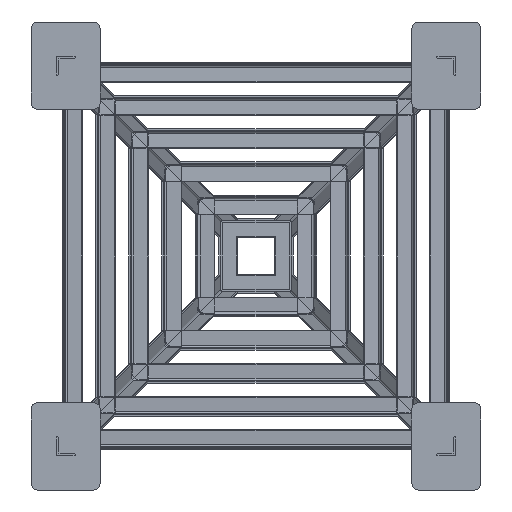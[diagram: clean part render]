
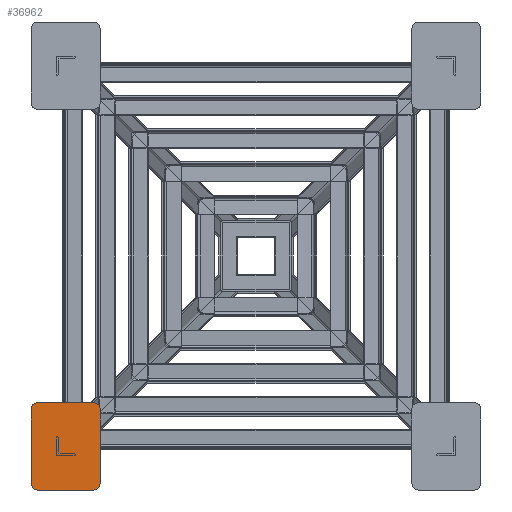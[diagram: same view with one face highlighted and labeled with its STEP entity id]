
A CAD part, front view. The second image highlights one B-rep face of the part: STEP entity #36962.
In plain terms, the highlighted planar face has unit normal (0, -1, 0).
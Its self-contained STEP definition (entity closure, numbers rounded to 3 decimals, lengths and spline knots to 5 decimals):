
#1636 = CYLINDRICAL_SURFACE('',#1637,0.05);
#1637 = AXIS2_PLACEMENT_3D('',#1638,#1639,#1640);
#1638 = CARTESIAN_POINT('',(-1.29987,-0.025,-1.22487));
#1639 = DIRECTION('',(0.,1.,0.));
#1640 = DIRECTION('',(0.,0.,-1.));
#1664 = PLANE('',#1665);
#1665 = AXIS2_PLACEMENT_3D('',#1666,#1667,#1668);
#1666 = CARTESIAN_POINT('',(-1.74987,-0.025,-1.17487));
#1667 = DIRECTION('',(0.,0.,1.));
#1668 = DIRECTION('',(-1.,0.,0.));
#1693 = CYLINDRICAL_SURFACE('',#1694,0.05);
#1694 = AXIS2_PLACEMENT_3D('',#1695,#1696,#1697);
#1695 = CARTESIAN_POINT('',(-1.74987,-0.025,-1.22487));
#1696 = DIRECTION('',(0.,1.,0.));
#1697 = DIRECTION('',(0.,0.,-1.));
#1721 = PLANE('',#1722);
#1722 = AXIS2_PLACEMENT_3D('',#1723,#1724,#1725);
#1723 = CARTESIAN_POINT('',(-1.79987,-0.025,-1.22487));
#1724 = DIRECTION('',(-1.,0.,0.));
#1725 = DIRECTION('',(0.,0.,-1.));
#1750 = CYLINDRICAL_SURFACE('',#1751,0.05);
#1751 = AXIS2_PLACEMENT_3D('',#1752,#1753,#1754);
#1752 = CARTESIAN_POINT('',(-1.74987,-0.025,-1.82487));
#1753 = DIRECTION('',(0.,1.,0.));
#1754 = DIRECTION('',(0.,0.,-1.));
#1778 = PLANE('',#1779);
#1779 = AXIS2_PLACEMENT_3D('',#1780,#1781,#1782);
#1780 = CARTESIAN_POINT('',(-1.74987,-0.025,-1.87487));
#1781 = DIRECTION('',(0.,0.,-1.));
#1782 = DIRECTION('',(1.,0.,0.));
#1807 = CYLINDRICAL_SURFACE('',#1808,0.05);
#1808 = AXIS2_PLACEMENT_3D('',#1809,#1810,#1811);
#1809 = CARTESIAN_POINT('',(-1.29987,-0.025,-1.82487));
#1810 = DIRECTION('',(0.,1.,0.));
#1811 = DIRECTION('',(0.,0.,-1.));
#1833 = PLANE('',#1834);
#1834 = AXIS2_PLACEMENT_3D('',#1835,#1836,#1837);
#1835 = CARTESIAN_POINT('',(-1.24987,-0.025,-1.22487));
#1836 = DIRECTION('',(1.,0.,0.));
#1837 = DIRECTION('',(0.,0.,1.));
#17026 = VERTEX_POINT('',#17027);
#17027 = CARTESIAN_POINT('',(-1.29987,-0.025,-1.17487));
#17048 = EDGE_CURVE('',#17049,#17026,#17051,.T.);
#17049 = VERTEX_POINT('',#17050);
#17050 = CARTESIAN_POINT('',(-1.24987,-0.025,-1.22487));
#17051 = SURFACE_CURVE('',#17052,(#17057,#17064),.PCURVE_S1.);
#17052 = CIRCLE('',#17053,0.05);
#17053 = AXIS2_PLACEMENT_3D('',#17054,#17055,#17056);
#17054 = CARTESIAN_POINT('',(-1.29987,-0.025,-1.22487));
#17055 = DIRECTION('',(0.,-1.,0.));
#17056 = DIRECTION('',(0.,0.,1.));
#17057 = PCURVE('',#1636,#17058);
#17058 = DEFINITIONAL_REPRESENTATION('',(#17059),#17063);
#17059 = LINE('',#17060,#17061);
#17060 = CARTESIAN_POINT('',(9.425,0.));
#17061 = VECTOR('',#17062,1.);
#17062 = DIRECTION('',(-1.,0.));
#17063 = ( GEOMETRIC_REPRESENTATION_CONTEXT(2) 
PARAMETRIC_REPRESENTATION_CONTEXT() REPRESENTATION_CONTEXT('2D SPACE',''
  ) );
#17064 = PCURVE('',#17065,#17070);
#17065 = PLANE('',#17066);
#17066 = AXIS2_PLACEMENT_3D('',#17067,#17068,#17069);
#17067 = CARTESIAN_POINT('',(-1.29987,-0.025,-1.22487));
#17068 = DIRECTION('',(0.,-1.,0.));
#17069 = DIRECTION('',(0.,0.,1.));
#17070 = DEFINITIONAL_REPRESENTATION('',(#17071),#17075);
#17071 = CIRCLE('',#17072,0.05);
#17072 = AXIS2_PLACEMENT_2D('',#17073,#17074);
#17073 = CARTESIAN_POINT('',(0.,0.));
#17074 = DIRECTION('',(1.,0.));
#17075 = ( GEOMETRIC_REPRESENTATION_CONTEXT(2) 
PARAMETRIC_REPRESENTATION_CONTEXT() REPRESENTATION_CONTEXT('2D SPACE',''
  ) );
#17103 = EDGE_CURVE('',#17104,#17049,#17106,.T.);
#17104 = VERTEX_POINT('',#17105);
#17105 = CARTESIAN_POINT('',(-1.24987,-0.025,-1.82487));
#17106 = SURFACE_CURVE('',#17107,(#17111,#17118),.PCURVE_S1.);
#17107 = LINE('',#17108,#17109);
#17108 = CARTESIAN_POINT('',(-1.24987,-0.025,-1.22487));
#17109 = VECTOR('',#17110,1.);
#17110 = DIRECTION('',(0.,0.,1.));
#17111 = PCURVE('',#1833,#17112);
#17112 = DEFINITIONAL_REPRESENTATION('',(#17113),#17117);
#17113 = LINE('',#17114,#17115);
#17114 = CARTESIAN_POINT('',(0.,0.));
#17115 = VECTOR('',#17116,1.);
#17116 = DIRECTION('',(1.,0.));
#17117 = ( GEOMETRIC_REPRESENTATION_CONTEXT(2) 
PARAMETRIC_REPRESENTATION_CONTEXT() REPRESENTATION_CONTEXT('2D SPACE',''
  ) );
#17118 = PCURVE('',#17065,#17119);
#17119 = DEFINITIONAL_REPRESENTATION('',(#17120),#17124);
#17120 = LINE('',#17121,#17122);
#17121 = CARTESIAN_POINT('',(0.,-0.05));
#17122 = VECTOR('',#17123,1.);
#17123 = DIRECTION('',(1.,0.));
#17124 = ( GEOMETRIC_REPRESENTATION_CONTEXT(2) 
PARAMETRIC_REPRESENTATION_CONTEXT() REPRESENTATION_CONTEXT('2D SPACE',''
  ) );
#17152 = VERTEX_POINT('',#17153);
#17153 = CARTESIAN_POINT('',(-1.74987,-0.025,-1.17487));
#17174 = EDGE_CURVE('',#17026,#17152,#17175,.T.);
#17175 = SURFACE_CURVE('',#17176,(#17180,#17187),.PCURVE_S1.);
#17176 = LINE('',#17177,#17178);
#17177 = CARTESIAN_POINT('',(-1.74987,-0.025,-1.17487));
#17178 = VECTOR('',#17179,1.);
#17179 = DIRECTION('',(-1.,0.,0.));
#17180 = PCURVE('',#1664,#17181);
#17181 = DEFINITIONAL_REPRESENTATION('',(#17182),#17186);
#17182 = LINE('',#17183,#17184);
#17183 = CARTESIAN_POINT('',(0.,0.));
#17184 = VECTOR('',#17185,1.);
#17185 = DIRECTION('',(1.,0.));
#17186 = ( GEOMETRIC_REPRESENTATION_CONTEXT(2) 
PARAMETRIC_REPRESENTATION_CONTEXT() REPRESENTATION_CONTEXT('2D SPACE',''
  ) );
#17187 = PCURVE('',#17065,#17188);
#17188 = DEFINITIONAL_REPRESENTATION('',(#17189),#17193);
#17189 = LINE('',#17190,#17191);
#17190 = CARTESIAN_POINT('',(0.05,0.45));
#17191 = VECTOR('',#17192,1.);
#17192 = DIRECTION('',(0.,1.));
#17193 = ( GEOMETRIC_REPRESENTATION_CONTEXT(2) 
PARAMETRIC_REPRESENTATION_CONTEXT() REPRESENTATION_CONTEXT('2D SPACE',''
  ) );
#17201 = EDGE_CURVE('',#17202,#17104,#17204,.T.);
#17202 = VERTEX_POINT('',#17203);
#17203 = CARTESIAN_POINT('',(-1.29987,-0.025,-1.87487));
#17204 = SURFACE_CURVE('',#17205,(#17210,#17217),.PCURVE_S1.);
#17205 = CIRCLE('',#17206,0.05);
#17206 = AXIS2_PLACEMENT_3D('',#17207,#17208,#17209);
#17207 = CARTESIAN_POINT('',(-1.29987,-0.025,-1.82487));
#17208 = DIRECTION('',(0.,-1.,0.));
#17209 = DIRECTION('',(0.,0.,-1.));
#17210 = PCURVE('',#1807,#17211);
#17211 = DEFINITIONAL_REPRESENTATION('',(#17212),#17216);
#17212 = LINE('',#17213,#17214);
#17213 = CARTESIAN_POINT('',(6.283,0.));
#17214 = VECTOR('',#17215,1.);
#17215 = DIRECTION('',(-1.,0.));
#17216 = ( GEOMETRIC_REPRESENTATION_CONTEXT(2) 
PARAMETRIC_REPRESENTATION_CONTEXT() REPRESENTATION_CONTEXT('2D SPACE',''
  ) );
#17217 = PCURVE('',#17065,#17218);
#17218 = DEFINITIONAL_REPRESENTATION('',(#17219),#17223);
#17219 = CIRCLE('',#17220,0.05);
#17220 = AXIS2_PLACEMENT_2D('',#17221,#17222);
#17221 = CARTESIAN_POINT('',(-0.6,0.));
#17222 = DIRECTION('',(-1.,0.));
#17223 = ( GEOMETRIC_REPRESENTATION_CONTEXT(2) 
PARAMETRIC_REPRESENTATION_CONTEXT() REPRESENTATION_CONTEXT('2D SPACE',''
  ) );
#17251 = VERTEX_POINT('',#17252);
#17252 = CARTESIAN_POINT('',(-1.79987,-0.025,-1.22487));
#17273 = EDGE_CURVE('',#17152,#17251,#17274,.T.);
#17274 = SURFACE_CURVE('',#17275,(#17280,#17287),.PCURVE_S1.);
#17275 = CIRCLE('',#17276,0.05);
#17276 = AXIS2_PLACEMENT_3D('',#17277,#17278,#17279);
#17277 = CARTESIAN_POINT('',(-1.74987,-0.025,-1.22487));
#17278 = DIRECTION('',(0.,-1.,0.));
#17279 = DIRECTION('',(0.,0.,-1.));
#17280 = PCURVE('',#1693,#17281);
#17281 = DEFINITIONAL_REPRESENTATION('',(#17282),#17286);
#17282 = LINE('',#17283,#17284);
#17283 = CARTESIAN_POINT('',(6.283,0.));
#17284 = VECTOR('',#17285,1.);
#17285 = DIRECTION('',(-1.,0.));
#17286 = ( GEOMETRIC_REPRESENTATION_CONTEXT(2) 
PARAMETRIC_REPRESENTATION_CONTEXT() REPRESENTATION_CONTEXT('2D SPACE',''
  ) );
#17287 = PCURVE('',#17065,#17288);
#17288 = DEFINITIONAL_REPRESENTATION('',(#17289),#17293);
#17289 = CIRCLE('',#17290,0.05);
#17290 = AXIS2_PLACEMENT_2D('',#17291,#17292);
#17291 = CARTESIAN_POINT('',(0.,0.45));
#17292 = DIRECTION('',(-1.,0.));
#17293 = ( GEOMETRIC_REPRESENTATION_CONTEXT(2) 
PARAMETRIC_REPRESENTATION_CONTEXT() REPRESENTATION_CONTEXT('2D SPACE',''
  ) );
#17301 = EDGE_CURVE('',#17302,#17202,#17304,.T.);
#17302 = VERTEX_POINT('',#17303);
#17303 = CARTESIAN_POINT('',(-1.74987,-0.025,-1.87487));
#17304 = SURFACE_CURVE('',#17305,(#17309,#17316),.PCURVE_S1.);
#17305 = LINE('',#17306,#17307);
#17306 = CARTESIAN_POINT('',(-1.74987,-0.025,-1.87487));
#17307 = VECTOR('',#17308,1.);
#17308 = DIRECTION('',(1.,0.,0.));
#17309 = PCURVE('',#1778,#17310);
#17310 = DEFINITIONAL_REPRESENTATION('',(#17311),#17315);
#17311 = LINE('',#17312,#17313);
#17312 = CARTESIAN_POINT('',(0.,0.));
#17313 = VECTOR('',#17314,1.);
#17314 = DIRECTION('',(1.,0.));
#17315 = ( GEOMETRIC_REPRESENTATION_CONTEXT(2) 
PARAMETRIC_REPRESENTATION_CONTEXT() REPRESENTATION_CONTEXT('2D SPACE',''
  ) );
#17316 = PCURVE('',#17065,#17317);
#17317 = DEFINITIONAL_REPRESENTATION('',(#17318),#17322);
#17318 = LINE('',#17319,#17320);
#17319 = CARTESIAN_POINT('',(-0.65,0.45));
#17320 = VECTOR('',#17321,1.);
#17321 = DIRECTION('',(0.,-1.));
#17322 = ( GEOMETRIC_REPRESENTATION_CONTEXT(2) 
PARAMETRIC_REPRESENTATION_CONTEXT() REPRESENTATION_CONTEXT('2D SPACE',''
  ) );
#17350 = VERTEX_POINT('',#17351);
#17351 = CARTESIAN_POINT('',(-1.79987,-0.025,-1.82487));
#17372 = EDGE_CURVE('',#17251,#17350,#17373,.T.);
#17373 = SURFACE_CURVE('',#17374,(#17378,#17385),.PCURVE_S1.);
#17374 = LINE('',#17375,#17376);
#17375 = CARTESIAN_POINT('',(-1.79987,-0.025,-1.22487));
#17376 = VECTOR('',#17377,1.);
#17377 = DIRECTION('',(0.,0.,-1.));
#17378 = PCURVE('',#1721,#17379);
#17379 = DEFINITIONAL_REPRESENTATION('',(#17380),#17384);
#17380 = LINE('',#17381,#17382);
#17381 = CARTESIAN_POINT('',(0.,-0.));
#17382 = VECTOR('',#17383,1.);
#17383 = DIRECTION('',(1.,0.));
#17384 = ( GEOMETRIC_REPRESENTATION_CONTEXT(2) 
PARAMETRIC_REPRESENTATION_CONTEXT() REPRESENTATION_CONTEXT('2D SPACE',''
  ) );
#17385 = PCURVE('',#17065,#17386);
#17386 = DEFINITIONAL_REPRESENTATION('',(#17387),#17391);
#17387 = LINE('',#17388,#17389);
#17388 = CARTESIAN_POINT('',(0.,0.5));
#17389 = VECTOR('',#17390,1.);
#17390 = DIRECTION('',(-1.,0.));
#17391 = ( GEOMETRIC_REPRESENTATION_CONTEXT(2) 
PARAMETRIC_REPRESENTATION_CONTEXT() REPRESENTATION_CONTEXT('2D SPACE',''
  ) );
#17399 = EDGE_CURVE('',#17350,#17302,#17400,.T.);
#17400 = SURFACE_CURVE('',#17401,(#17406,#17413),.PCURVE_S1.);
#17401 = CIRCLE('',#17402,0.05);
#17402 = AXIS2_PLACEMENT_3D('',#17403,#17404,#17405);
#17403 = CARTESIAN_POINT('',(-1.74987,-0.025,-1.82487));
#17404 = DIRECTION('',(0.,-1.,0.));
#17405 = DIRECTION('',(0.,0.,-1.));
#17406 = PCURVE('',#1750,#17407);
#17407 = DEFINITIONAL_REPRESENTATION('',(#17408),#17412);
#17408 = LINE('',#17409,#17410);
#17409 = CARTESIAN_POINT('',(6.283,0.));
#17410 = VECTOR('',#17411,1.);
#17411 = DIRECTION('',(-1.,0.));
#17412 = ( GEOMETRIC_REPRESENTATION_CONTEXT(2) 
PARAMETRIC_REPRESENTATION_CONTEXT() REPRESENTATION_CONTEXT('2D SPACE',''
  ) );
#17413 = PCURVE('',#17065,#17414);
#17414 = DEFINITIONAL_REPRESENTATION('',(#17415),#17419);
#17415 = CIRCLE('',#17416,0.05);
#17416 = AXIS2_PLACEMENT_2D('',#17417,#17418);
#17417 = CARTESIAN_POINT('',(-0.6,0.45));
#17418 = DIRECTION('',(-1.,0.));
#17419 = ( GEOMETRIC_REPRESENTATION_CONTEXT(2) 
PARAMETRIC_REPRESENTATION_CONTEXT() REPRESENTATION_CONTEXT('2D SPACE',''
  ) );
#36962 = ADVANCED_FACE('',(#36963),#17065,.T.);
#36963 = FACE_BOUND('',#36964,.T.);
#36964 = EDGE_LOOP('',(#36965,#36966,#36967,#36968,#36969,#36970,#36971,
    #36972));
#36965 = ORIENTED_EDGE('',*,*,#17048,.T.);
#36966 = ORIENTED_EDGE('',*,*,#17174,.T.);
#36967 = ORIENTED_EDGE('',*,*,#17273,.T.);
#36968 = ORIENTED_EDGE('',*,*,#17372,.T.);
#36969 = ORIENTED_EDGE('',*,*,#17399,.T.);
#36970 = ORIENTED_EDGE('',*,*,#17301,.T.);
#36971 = ORIENTED_EDGE('',*,*,#17201,.T.);
#36972 = ORIENTED_EDGE('',*,*,#17103,.T.);
